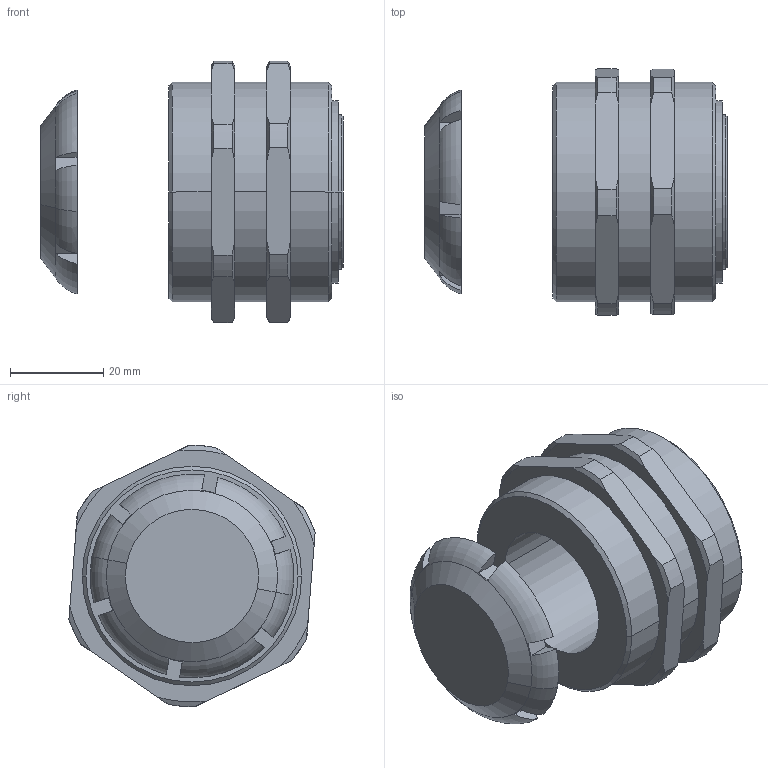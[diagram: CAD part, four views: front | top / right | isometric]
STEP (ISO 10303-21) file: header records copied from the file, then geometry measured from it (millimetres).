
FILE_DESCRIPTION((''),'2;1');
FILE_NAME('CAD-8050_ASM','2021-11-09T13:36:36',('creinig-se'),(''),'CREO PARAMETRIC BY PTC INC, 2019292','CREO PARAMETRIC BY PTC INC, 2019292','');
FILE_SCHEMA(('CONFIG_CONTROL_DESIGN','SHAPE_APPEARANCE_LAYERS_GROUPS'));
Length unit declared in the file: millimetre
Products named in the file (3): CAD-8050_EN-30; CAD-8050_SW0001; CAD-8050_ASM
Assembly tree (2 placements, depth 2):
  CAD-8050_ASM
    CAD-8050_EN-30
    CAD-8050_SW0001
Bounding box: 64.79 x 52.8 x 55.99 mm (x, y, z)
Volume: 48538.9 mm3; surface area: 17060.7 mm2
Topology: 2 solids, 2 shells, 101 faces, 262 edges, 172 vertices
Faces by surface type: plane 41, cone 32, cylinder 26, torus 2
Entity records: 4166 total; most frequent: CARTESIAN_POINT 864, ORIENTED_EDGE 524, DIRECTION 504, EDGE_CURVE 262, AXIS2_PLACEMENT_3D 202, VERTEX_POINT 172, PRESENTATION_STYLE_ASSIGNMENT 145, STYLED_ITEM 145
